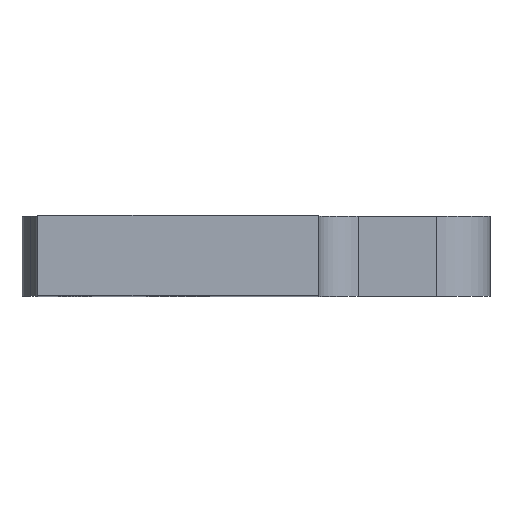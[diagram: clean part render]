
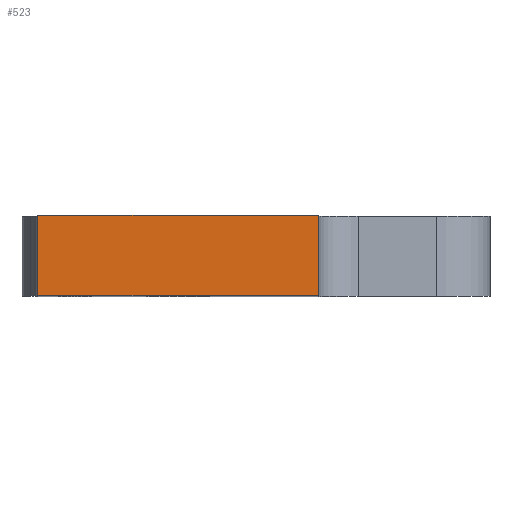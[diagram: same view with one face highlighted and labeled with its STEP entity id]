
A CAD part, top view. The second image highlights one B-rep face of the part: STEP entity #523.
In plain terms, the highlighted planar face has unit normal (0, 0, 1).
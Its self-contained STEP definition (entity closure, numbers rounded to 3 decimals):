
#33 = VERTEX_POINT ( 'NONE', #251 ) ;
#34 = DIRECTION ( 'NONE',  ( 0., -1., 0. ) ) ;
#63 = EDGE_CURVE ( 'NONE', #100, #33, #102, .T. ) ;
#77 = LINE ( 'NONE', #411, #179 ) ;
#100 = VERTEX_POINT ( 'NONE', #967 ) ;
#102 = LINE ( 'NONE', #780, #859 ) ;
#117 = ORIENTED_EDGE ( 'NONE', *, *, #63, .F. ) ;
#138 = LINE ( 'NONE', #877, #195 ) ;
#154 = ORIENTED_EDGE ( 'NONE', *, *, #918, .F. ) ;
#179 = VECTOR ( 'NONE', #994, 1000. ) ;
#195 = VECTOR ( 'NONE', #955, 1000. ) ;
#211 = CARTESIAN_POINT ( 'NONE',  ( 0., 6., 0. ) ) ;
#251 = CARTESIAN_POINT ( 'NONE',  ( 21., 0., 0. ) ) ;
#291 = DIRECTION ( 'NONE',  ( 0., 0., -1. ) ) ;
#308 = EDGE_CURVE ( 'NONE', #432, #33, #826, .T. ) ;
#322 = CARTESIAN_POINT ( 'NONE',  ( 0., 0., 0. ) ) ;
#411 = CARTESIAN_POINT ( 'NONE',  ( 0., 6., 0. ) ) ;
#432 = VERTEX_POINT ( 'NONE', #509 ) ;
#467 = EDGE_LOOP ( 'NONE', ( #649, #117, #154, #952 ) ) ;
#504 = VERTEX_POINT ( 'NONE', #644 ) ;
#509 = CARTESIAN_POINT ( 'NONE',  ( 0., 0., 0. ) ) ;
#523 = ADVANCED_FACE ( 'NONE', ( #959 ), #725, .F. ) ;
#548 = EDGE_CURVE ( 'NONE', #504, #432, #138, .T. ) ;
#586 = VECTOR ( 'NONE', #657, 1000. ) ;
#644 = CARTESIAN_POINT ( 'NONE',  ( 0., 6., 0. ) ) ;
#649 = ORIENTED_EDGE ( 'NONE', *, *, #308, .T. ) ;
#657 = DIRECTION ( 'NONE',  ( 1., 0., 0. ) ) ;
#725 = PLANE ( 'NONE',  #1053 ) ;
#780 = CARTESIAN_POINT ( 'NONE',  ( 21., 6., 0. ) ) ;
#826 = LINE ( 'NONE', #322, #586 ) ;
#859 = VECTOR ( 'NONE', #34, 1000. ) ;
#865 = DIRECTION ( 'NONE',  ( -1., 0., 0. ) ) ;
#877 = CARTESIAN_POINT ( 'NONE',  ( 0., 6., 0. ) ) ;
#918 = EDGE_CURVE ( 'NONE', #504, #100, #77, .T. ) ;
#952 = ORIENTED_EDGE ( 'NONE', *, *, #548, .T. ) ;
#955 = DIRECTION ( 'NONE',  ( 0., -1., 0. ) ) ;
#959 = FACE_OUTER_BOUND ( 'NONE', #467, .T. ) ;
#967 = CARTESIAN_POINT ( 'NONE',  ( 21., 6., 0. ) ) ;
#994 = DIRECTION ( 'NONE',  ( 1., 0., 0. ) ) ;
#1053 = AXIS2_PLACEMENT_3D ( 'NONE', #211, #291, #865 ) ;
